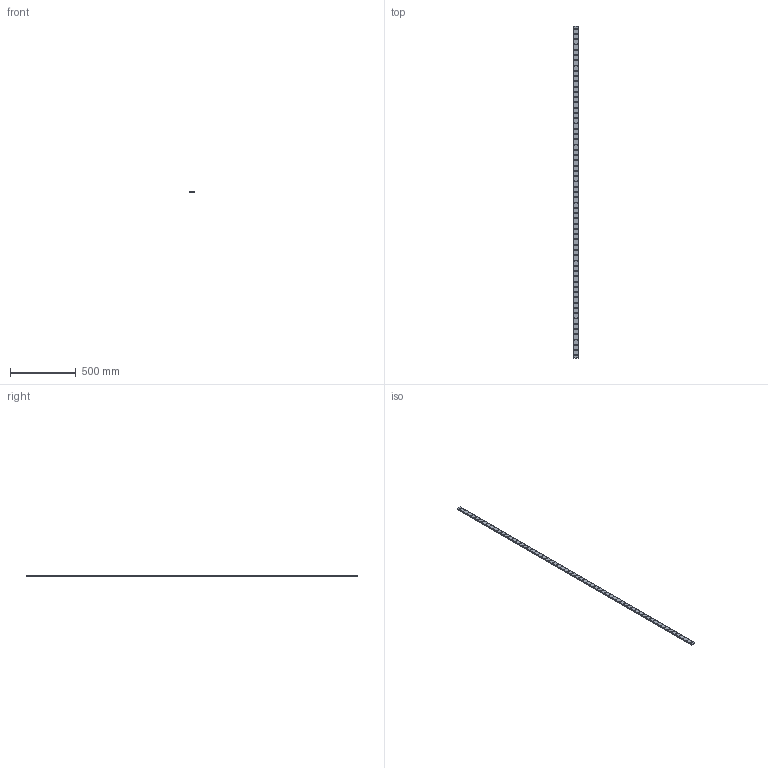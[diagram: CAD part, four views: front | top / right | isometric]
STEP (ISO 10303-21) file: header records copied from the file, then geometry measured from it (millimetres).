
FILE_DESCRIPTION(('STEP AP214'),'1');
FILE_NAME('cctmp_19C51717-9632-4B4A-912D-655F9280B783_2021_03_02_10_27_46_0489..stp','2021-03-02T09:27:47',('HIWIN GmbH'),('CADClick - www.CADClick.com'),'Spatial InterOp 3D',' ','unknown authorization');
FILE_SCHEMA(('AUTOMOTIVE_DESIGN'));
Length unit declared in the file: millimetre
Products named in the file (1): WER17R2520H_FILE
Bounding box: 33 x 2520 x 9.3 mm (x, y, z)
Volume: 696056.2 mm3; surface area: 246409.1 mm2
Topology: 1 solids, 1 shells, 1237 faces, 2559 edges, 1706 vertices
Faces by surface type: cylinder 774, plane 463
Entity records: 43461 total; most frequent: DIRECTION 6583, CARTESIAN_POINT 5503, ORIENTED_EDGE 5118, AXIS2_PLACEMENT_3D 2786, EDGE_CURVE 2559, VERTEX_POINT 1706, EDGE_LOOP 1619, CIRCLE 1548
